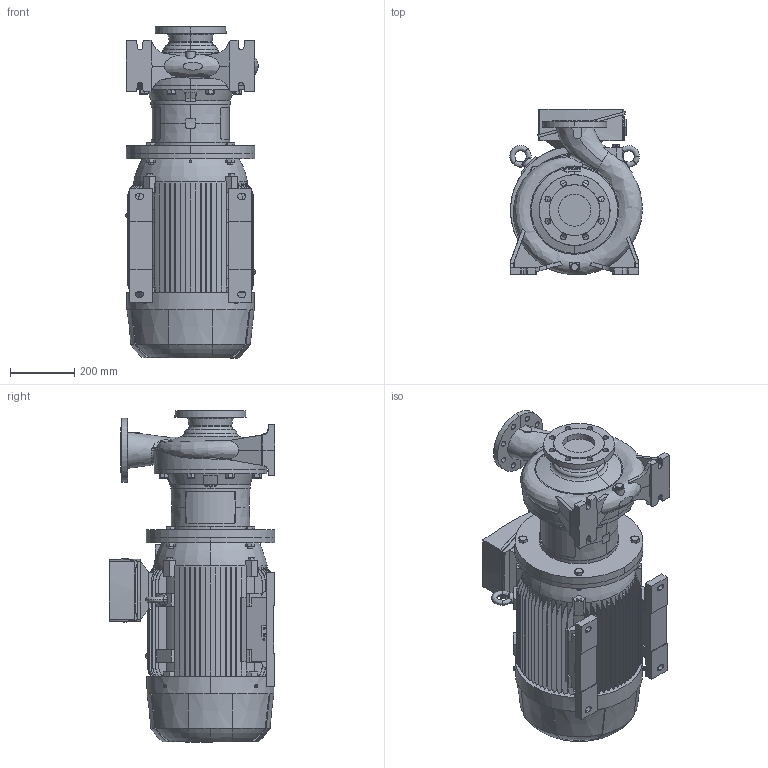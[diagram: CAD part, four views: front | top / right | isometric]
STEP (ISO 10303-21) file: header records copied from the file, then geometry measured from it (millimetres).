
FILE_DESCRIPTION (( 'STEP AP214' ), '1' );
FILE_NAME ('4_93_446_04_REV01.step', '2022-08-10T14:19:15', ( '' ), ( '' ), 'SwSTEP 2.0', 'SolidWorks 2020', '' );
FILE_SCHEMA (( 'AUTOMOTIVE_DESIGN' ));
Length unit declared in the file: millimetre
Products named in the file (2): Copia di 217352^4_93_446_04_REV01; 4_93_446_04_REV01
Assembly tree (1 placements, depth 2):
  4_93_446_04_REV01
    Copia di 217352^4_93_446_04_REV01
Bounding box: 412.45 x 515.01 x 1033.81 mm (x, y, z)
Volume: 100354952.7 mm3; surface area: 3486042.4 mm2
Topology: 21 solids, 21 shells, 2214 faces, 5901 edges, 3814 vertices
Faces by surface type: plane 1227, cylinder 472, cone 279, torus 160, bspline 76
Entity records: 141232 total; most frequent: CARTESIAN_POINT 88793, ORIENTED_EDGE 11798, DIRECTION 9622, EDGE_CURVE 5899, VERTEX_POINT 3814, AXIS2_PLACEMENT_3D 3396, LINE 2830, VECTOR 2830
